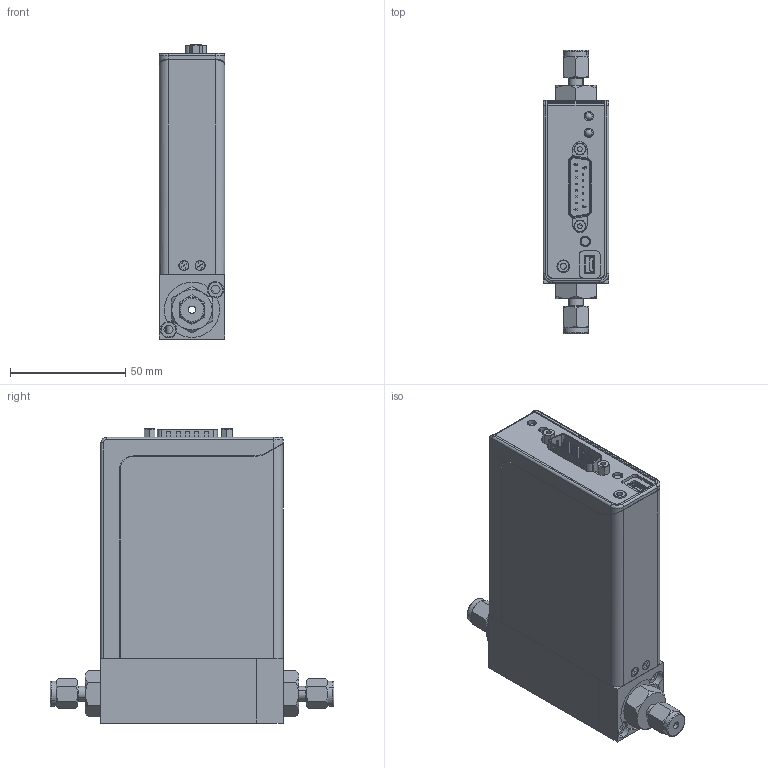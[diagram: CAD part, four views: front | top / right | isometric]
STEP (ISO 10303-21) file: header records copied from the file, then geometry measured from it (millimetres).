
FILE_DESCRIPTION (( 'STEP AP203' ), '1' );
FILE_NAME ('GF040-T1-S4.STEP', '2015-02-27T17:50:50', ( 'mrutkowski' ), ( 'Hewlett-Packard Company' ), 'SwSTEP 2.0', 'SolidWorks 2014', '' );
FILE_SCHEMA (( 'CONFIG_CONTROL_DESIGN' ));
Length unit declared in the file: inch
Products named in the file (1): GF040-T1-S4
Bounding box: 28.57 x 122.94 x 127.48 mm (x, y, z)
Surface area: 43511.4 mm2 (no closed solid volume)
Topology: 0 solids, 34 shells, 561 faces, 1715 edges, 1174 vertices
Faces by surface type: plane 339, cylinder 122, cone 82, bspline 18
Entity records: 20826 total; most frequent: CARTESIAN_POINT 5873, DIRECTION 2976, ORIENTED_EDGE 2820, EDGE_CURVE 1711, VERTEX_POINT 1174, VECTOR 1126, LINE 1126, AXIS2_PLACEMENT_3D 925
